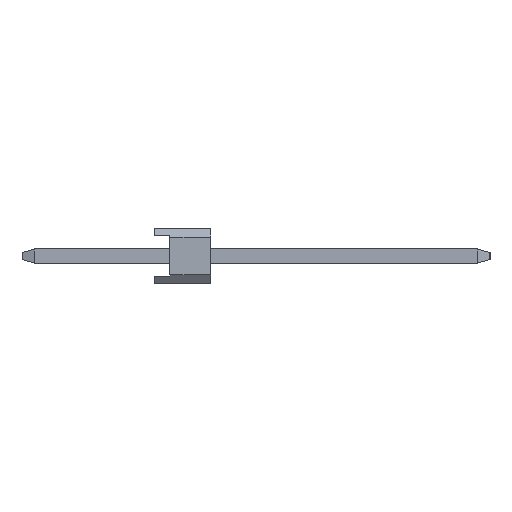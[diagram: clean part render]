
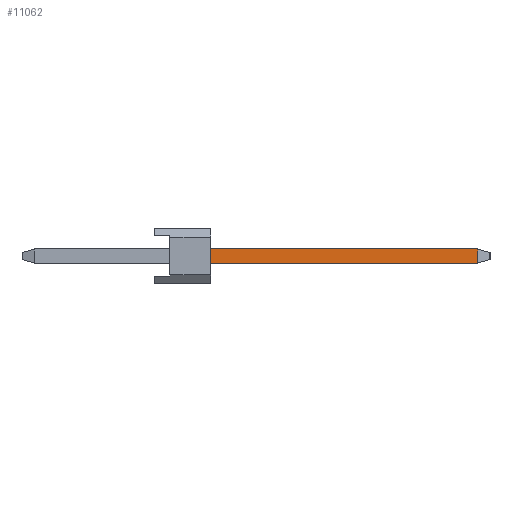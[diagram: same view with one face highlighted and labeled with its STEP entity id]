
A CAD part, left-side view. The second image highlights one B-rep face of the part: STEP entity #11062.
In plain terms, the highlighted planar face has unit normal (-1, 0, 0).
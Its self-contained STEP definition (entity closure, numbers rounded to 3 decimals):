
#5108=EDGE_CURVE('',#13014,#9806,#14980,.T.);
#5758=VERTEX_POINT('',#15686);
#5806=EDGE_CURVE('',#8902,#5758,#15739,.T.);
#8902=VERTEX_POINT('',#19135);
#9596=EDGE_CURVE('',#9806,#8902,#19900,.T.);
#9806=VERTEX_POINT('',#20131);
#11062=ADVANCED_FACE('',(#21508),#21509,.T.);
#12692=EDGE_CURVE('',#5758,#13014,#23332,.T.);
#13014=VERTEX_POINT('',#23687);
#14980=LINE('',#25928,#25929);
#15686=CARTESIAN_POINT('',(-39.69,-2.54,-0.32));
#15739=LINE('',#27051,#27052);
#19135=CARTESIAN_POINT('',(-39.69,-14.594,-0.32));
#19900=LINE('',#33070,#33071);
#20131=CARTESIAN_POINT('',(-39.69,-14.594,0.32));
#21508=FACE_OUTER_BOUND('',#35375,.T.);
#21509=PLANE('',#35376);
#23332=LINE('',#38002,#38003);
#23687=CARTESIAN_POINT('',(-39.69,-2.54,0.32));
#25928=CARTESIAN_POINT('',(-39.69,-4.59,0.32));
#25929=VECTOR('',#41572,1.0);
#27051=CARTESIAN_POINT('',(-39.69,5.414,-0.32));
#27052=VECTOR('',#42254,1.0);
#33070=CARTESIAN_POINT('',(-39.69,-14.594,0.5));
#33071=VECTOR('',#46249,1.0);
#35375=EDGE_LOOP('',(#47765,#47766,#47767,#47768));
#35376=AXIS2_PLACEMENT_3D('',#47769,#47770,#47771);
#38002=CARTESIAN_POINT('',(-39.69,-2.54,0.252));
#38003=VECTOR('',#49895,1.0);
#41572=DIRECTION('',(0.,-1.0,0.));
#42254=DIRECTION('',(0.,1.0,0.));
#46249=DIRECTION('',(0.0,0.,-1.0));
#47765=ORIENTED_EDGE('',*,*,#12692,.F.);
#47766=ORIENTED_EDGE('',*,*,#5806,.F.);
#47767=ORIENTED_EDGE('',*,*,#9596,.F.);
#47768=ORIENTED_EDGE('',*,*,#5108,.F.);
#47769=CARTESIAN_POINT('',(-39.69,5.414,0.5));
#47770=DIRECTION('',(-1.0,0.,0.));
#47771=DIRECTION('',(0.,1.0,0.));
#49895=DIRECTION('',(0.,0.,1.0));
